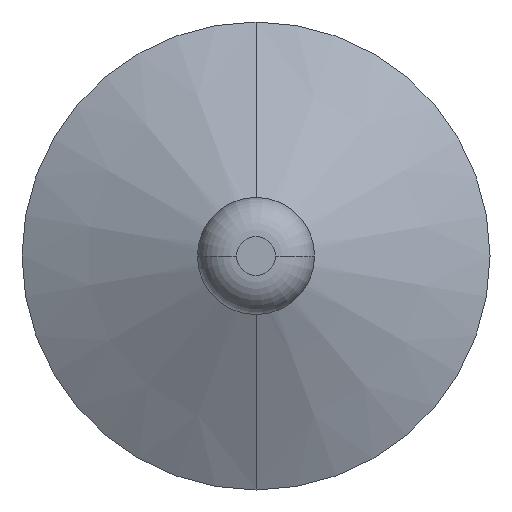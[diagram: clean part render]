
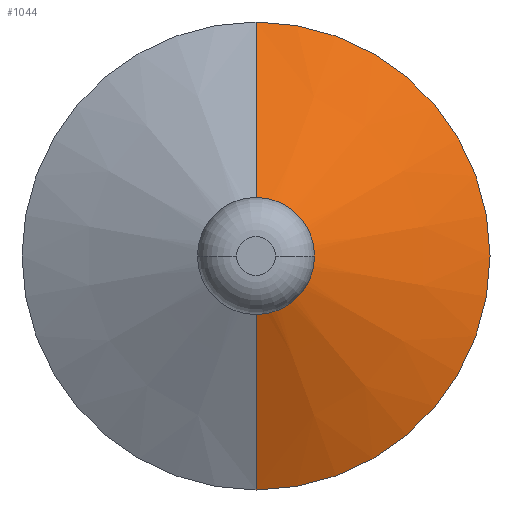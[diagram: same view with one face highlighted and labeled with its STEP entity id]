
A CAD part, front view. The second image highlights one B-rep face of the part: STEP entity #1044.
In plain terms, the highlighted conical face has half-angle 64.269 degrees and reference radius 1.5 mm.
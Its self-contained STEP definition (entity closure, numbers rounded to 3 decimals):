
#128 = DIRECTION ( 'NONE',  ( 0., 1., 0. ) ) ;
#172 = EDGE_CURVE ( 'NONE', #1243, #2729, #1515, .T. ) ;
#195 = AXIS2_PLACEMENT_3D ( 'NONE', #2085, #128, #2393 ) ;
#316 = VERTEX_POINT ( 'NONE', #3004 ) ;
#569 = DIRECTION ( 'NONE',  ( 0., 0.434, -0.901 ) ) ;
#602 = CONICAL_SURFACE ( 'NONE', #2744, 1.5, 1.122 ) ;
#790 = VECTOR ( 'NONE', #2210, 1000. ) ;
#874 = CIRCLE ( 'NONE', #2850, 1.5 ) ;
#887 = ORIENTED_EDGE ( 'NONE', *, *, #2598, .F. ) ;
#1044 = ADVANCED_FACE ( 'Defeature ausgef�hrt1_7', ( #2287 ), #602, .T. ) ;
#1054 = DIRECTION ( 'NONE',  ( 0., 0., 1. ) ) ;
#1243 = VERTEX_POINT ( 'NONE', #3197 ) ;
#1320 = CARTESIAN_POINT ( 'NONE',  ( 0., 4.3, 0. ) ) ;
#1515 = LINE ( 'NONE', #3170, #1910 ) ;
#1591 = DIRECTION ( 'NONE',  ( 0., 1., 0. ) ) ;
#1636 = DIRECTION ( 'NONE',  ( 0., 1., 0. ) ) ;
#1687 = CARTESIAN_POINT ( 'NONE',  ( 0., 4.3, -1.5 ) ) ;
#1905 = CARTESIAN_POINT ( 'NONE',  ( 0., 4.3, 0. ) ) ;
#1910 = VECTOR ( 'NONE', #569, 1000. ) ;
#1923 = CARTESIAN_POINT ( 'NONE',  ( 0., 4.3, 1.5 ) ) ;
#2085 = CARTESIAN_POINT ( 'NONE',  ( 0., 3.7, 0. ) ) ;
#2107 = EDGE_CURVE ( 'Defeature ausgef�hrt1_7+Defeature ausgef�hrt1_6+Defeature ausgef�hrt1_6+Defeature ausgef�hrt1_6', #316, #1243, #3644, .T. ) ;
#2210 = DIRECTION ( 'NONE',  ( 0., 0.434, 0.901 ) ) ;
#2287 = FACE_OUTER_BOUND ( 'NONE', #2948, .T. ) ;
#2365 = VERTEX_POINT ( 'NONE', #3347 ) ;
#2393 = DIRECTION ( 'NONE',  ( 0., 0., 1. ) ) ;
#2471 = ORIENTED_EDGE ( 'NONE', *, *, #2107, .T. ) ;
#2598 = EDGE_CURVE ( 'Defeature ausgef�hrt1_10+Defeature ausgef�hrt1_7+Defeature ausgef�hrt1_7+Defeature ausgef�hrt1_7', #2365, #2729, #874, .T. ) ;
#2708 = LINE ( 'NONE', #1923, #790 ) ;
#2729 = VERTEX_POINT ( 'NONE', #1687 ) ;
#2744 = AXIS2_PLACEMENT_3D ( 'NONE', #1905, #1636, #1054 ) ;
#2791 = ORIENTED_EDGE ( 'NONE', *, *, #172, .T. ) ;
#2850 = AXIS2_PLACEMENT_3D ( 'NONE', #1320, #1591, #3331 ) ;
#2948 = EDGE_LOOP ( 'NONE', ( #2471, #2791, #887, #3669 ) ) ;
#3004 = CARTESIAN_POINT ( 'NONE',  ( 0., 3.7, 0.255 ) ) ;
#3117 = EDGE_CURVE ( 'NONE', #316, #2365, #2708, .T. ) ;
#3170 = CARTESIAN_POINT ( 'NONE',  ( 0., 4.3, -1.5 ) ) ;
#3197 = CARTESIAN_POINT ( 'NONE',  ( 0., 3.7, -0.255 ) ) ;
#3331 = DIRECTION ( 'NONE',  ( 0., 0., 1. ) ) ;
#3347 = CARTESIAN_POINT ( 'NONE',  ( 0., 4.3, 1.5 ) ) ;
#3644 = CIRCLE ( 'NONE', #195, 0.255 ) ;
#3669 = ORIENTED_EDGE ( 'NONE', *, *, #3117, .F. ) ;
